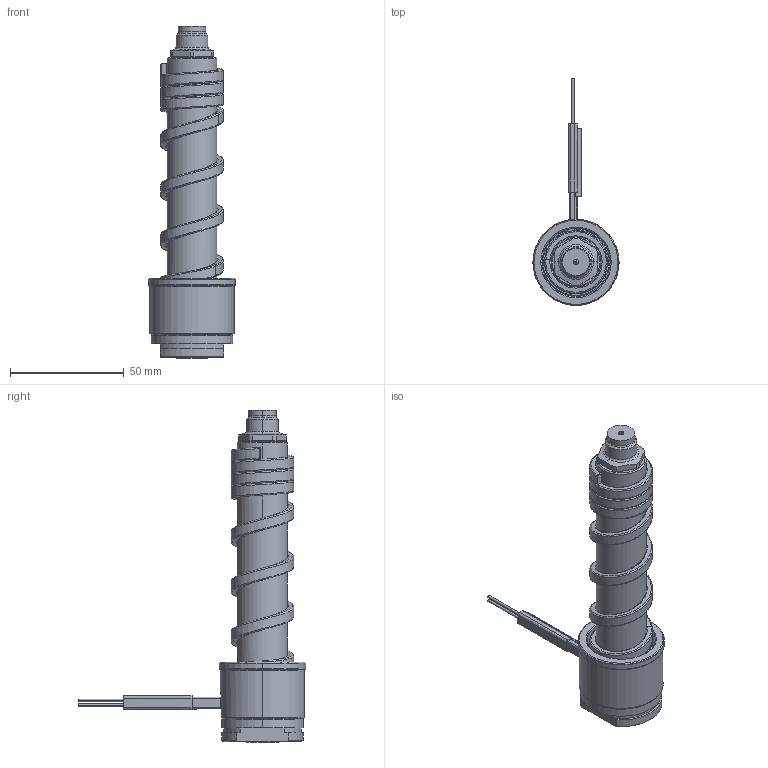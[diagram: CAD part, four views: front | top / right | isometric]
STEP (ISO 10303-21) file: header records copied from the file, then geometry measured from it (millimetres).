
FILE_DESCRIPTION((''),'2;1');
FILE_NAME('LS-146-BES-N','2014-02-25T',('Íàòàëüÿ'),('IMID'),'PRO/ENGINEER BY PARAMETRIC TECHNOLOGY CORPORATION, 2010180','PRO/ENGINEER BY PARAMETRIC TECHNOLOGY CORPORATION, 2010180','');
FILE_SCHEMA(('CONFIG_CONTROL_DESIGN'));
Length unit declared in the file: millimetre
Products named in the file (1): LS-146-BES-N
Bounding box: 38 x 100 x 146.2 mm (x, y, z)
Volume: 73533.9 mm3; surface area: 32880 mm2
Topology: 1 solids, 9 shells, 333 faces, 844 edges, 502 vertices
Faces by surface type: cylinder 110, cone 64, bspline 54, plane 51, torus 35, revolution 9, extrusion 8, sphere 2
Entity records: 18824 total; most frequent: CARTESIAN_POINT 11188, ORIENTED_EDGE 1644, DIRECTION 1484, EDGE_CURVE 834, AXIS2_PLACEMENT_3D 589, VERTEX_POINT 502, EDGE_LOOP 356, FACE_OUTER_BOUND 333
